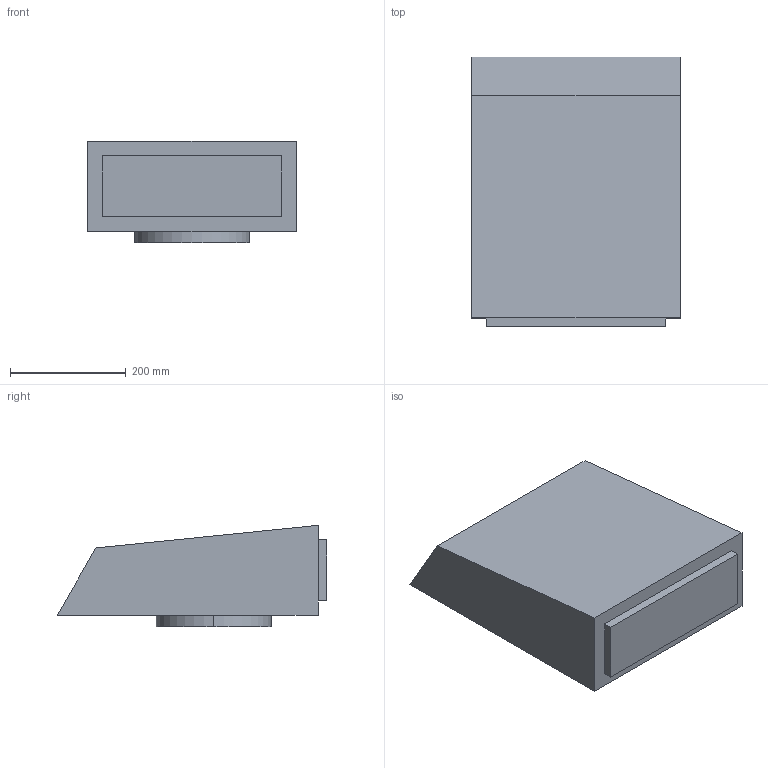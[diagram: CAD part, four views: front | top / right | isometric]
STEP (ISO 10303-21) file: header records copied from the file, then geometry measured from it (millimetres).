
FILE_DESCRIPTION (( 'STEP AP214' ), '1' );
FILE_NAME ('AWV 20 S.STEP', '2018-05-12T14:43:30', ( 'CADnetwork' ), ( '' ), 'SwSTEP 2.0', 'SolidWorks 2014', '' );
FILE_SCHEMA (( 'AUTOMOTIVE_DESIGN' ));
Length unit declared in the file: millimetre
Products named in the file (1): AWV 20 S
Bounding box: 360 x 465 x 175 mm (x, y, z)
Volume: 21186528.6 mm3; surface area: 541083 mm2
Topology: 1 solids, 1 shells, 14 faces, 30 edges, 20 vertices
Faces by surface type: plane 12, cylinder 2
Entity records: 412 total; most frequent: CARTESIAN_POINT 65, DIRECTION 64, ORIENTED_EDGE 60, EDGE_CURVE 30, VECTOR 26, LINE 26, VERTEX_POINT 20, AXIS2_PLACEMENT_3D 19
